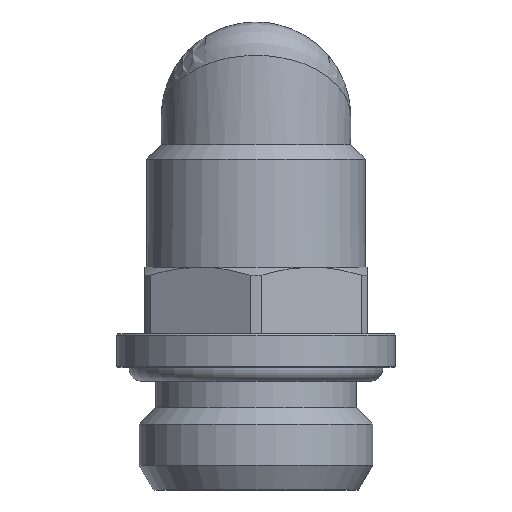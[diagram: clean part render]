
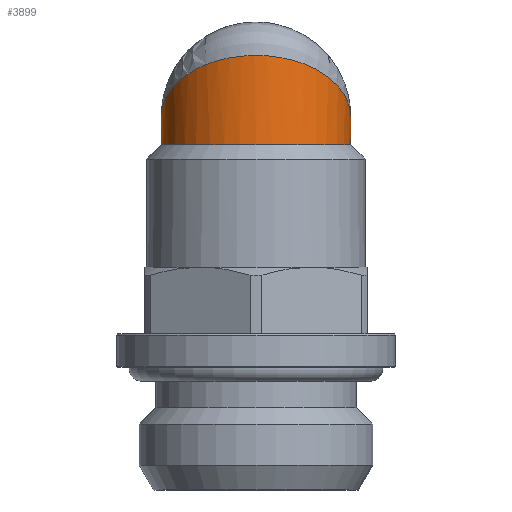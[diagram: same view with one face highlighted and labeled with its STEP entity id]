
A CAD part, left-side view. The second image highlights one B-rep face of the part: STEP entity #3899.
In plain terms, the highlighted cylindrical face has radius 8.5 mm (diameter 17 mm), a partial arc.
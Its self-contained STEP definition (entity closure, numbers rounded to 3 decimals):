
#60=ELLIPSE('',#3739,12.021,8.5);
#61=ELLIPSE('',#3740,12.021,8.5);
#68=(
BOUNDED_CURVE()
B_SPLINE_CURVE(3,(#3380,#3381,#3382,#3383,#3384,#3385,#3386,#3387,#3388,
#3389,#3390,#3391,#3392,#3393,#3394,#3395,#3396,#3397,#3398,#3399,#3400,
#3401,#3402,#3403,#3404,#3405,#3406),.UNSPECIFIED.,.U.,.U.)
B_SPLINE_CURVE_WITH_KNOTS((4,1,1,1,1,1,1,1,1,1,1,1,1,1,1,1,1,1,1,1,1,1,1,
1,4),(0.,0.038,0.092,0.145,0.198,
0.249,0.299,0.348,0.396,
0.42,0.445,0.469,0.507,
0.531,0.555,0.58,0.604,0.652,
0.701,0.751,0.802,0.855,0.908,
0.962,1.),.UNSPECIFIED.)
CURVE()
GEOMETRIC_REPRESENTATION_ITEM()
RATIONAL_B_SPLINE_CURVE((1.,1.,1.,1.,1.,1.,1.,1.,1.,1.,1.,1.,1.,1.,1.,1.,
1.,1.,1.,1.,1.,1.,1.,1.,1.,1.,1.))
REPRESENTATION_ITEM('')
);
#780=CYLINDRICAL_SURFACE('',#3759,8.5);
#872=ORIENTED_EDGE('',*,*,#1215,.T.);
#873=ORIENTED_EDGE('',*,*,#1226,.T.);
#874=ORIENTED_EDGE('',*,*,#1213,.T.);
#875=ORIENTED_EDGE('',*,*,#1225,.F.);
#1052=CIRCLE('',#3758,8.5);
#1122=VERTEX_POINT('',#3271);
#1123=VERTEX_POINT('',#3298);
#1124=VERTEX_POINT('',#3300);
#1125=VERTEX_POINT('',#3328);
#1213=EDGE_CURVE('',#1123,#1122,#60,.T.);
#1215=EDGE_CURVE('',#1125,#1124,#61,.T.);
#1225=EDGE_CURVE('',#1125,#1122,#1052,.T.);
#1226=EDGE_CURVE('',#1124,#1123,#68,.T.);
#1364=EDGE_LOOP('',(#872,#873,#874,#875));
#1498=FACE_BOUND('',#1364,.T.);
#2208=DIRECTION('',(0.707,-0.707,0.));
#2209=DIRECTION('',(0.707,0.707,0.));
#2210=DIRECTION('',(0.707,-0.707,0.));
#2211=DIRECTION('',(-0.707,-0.707,0.));
#2246=DIRECTION('',(1.,0.,0.));
#2247=DIRECTION('',(0.,2.5,8.124));
#2248=DIRECTION('',(1.,0.,0.));
#2249=DIRECTION('',(0.,-1.,0.));
#3271=CARTESIAN_POINT('',(12.781,14.648,-8.124));
#3298=CARTESIAN_POINT('',(10.281,12.148,-8.5));
#3299=CARTESIAN_POINT('',(10.281,12.148,0.));
#3300=CARTESIAN_POINT('',(10.281,12.148,8.5));
#3328=CARTESIAN_POINT('',(12.781,14.648,8.124));
#3329=CARTESIAN_POINT('',(10.281,12.148,0.));
#3378=CARTESIAN_POINT('',(12.781,12.148,0.));
#3379=CARTESIAN_POINT('',(10.281,12.148,0.));
#3380=CARTESIAN_POINT('',(10.281,12.148,8.5));
#3381=CARTESIAN_POINT('',(10.078,11.835,8.5));
#3382=CARTESIAN_POINT('',(9.589,11.079,8.458));
#3383=CARTESIAN_POINT('',(8.826,9.899,8.233));
#3384=CARTESIAN_POINT('',(8.014,8.644,7.783));
#3385=CARTESIAN_POINT('',(7.258,7.475,7.142));
#3386=CARTESIAN_POINT('',(6.573,6.417,6.325));
#3387=CARTESIAN_POINT('',(5.975,5.494,5.346));
#3388=CARTESIAN_POINT('',(5.481,4.73,4.225));
#3389=CARTESIAN_POINT('',(5.166,4.242,3.182));
#3390=CARTESIAN_POINT('',(4.98,3.955,2.3));
#3391=CARTESIAN_POINT('',(4.875,3.792,1.614));
#3392=CARTESIAN_POINT('',(4.794,3.667,0.782));
#3393=CARTESIAN_POINT('',(4.77,3.631,-0.067));
#3394=CARTESIAN_POINT('',(4.806,3.687,-0.912));
#3395=CARTESIAN_POINT('',(4.875,3.792,-1.614));
#3396=CARTESIAN_POINT('',(4.98,3.955,-2.3));
#3397=CARTESIAN_POINT('',(5.166,4.242,-3.182));
#3398=CARTESIAN_POINT('',(5.481,4.73,-4.225));
#3399=CARTESIAN_POINT('',(5.975,5.494,-5.346));
#3400=CARTESIAN_POINT('',(6.573,6.417,-6.325));
#3401=CARTESIAN_POINT('',(7.258,7.475,-7.142));
#3402=CARTESIAN_POINT('',(8.014,8.644,-7.783));
#3403=CARTESIAN_POINT('',(8.826,9.899,-8.233));
#3404=CARTESIAN_POINT('',(9.589,11.079,-8.458));
#3405=CARTESIAN_POINT('',(10.078,11.835,-8.5));
#3406=CARTESIAN_POINT('',(10.281,12.148,-8.5));
#3739=AXIS2_PLACEMENT_3D('',#3299,#2208,#2209);
#3740=AXIS2_PLACEMENT_3D('',#3329,#2210,#2211);
#3758=AXIS2_PLACEMENT_3D('',#3378,#2246,#2247);
#3759=AXIS2_PLACEMENT_3D('',#3379,#2248,#2249);
#3899=ADVANCED_FACE('',(#1498),#780,.T.);
